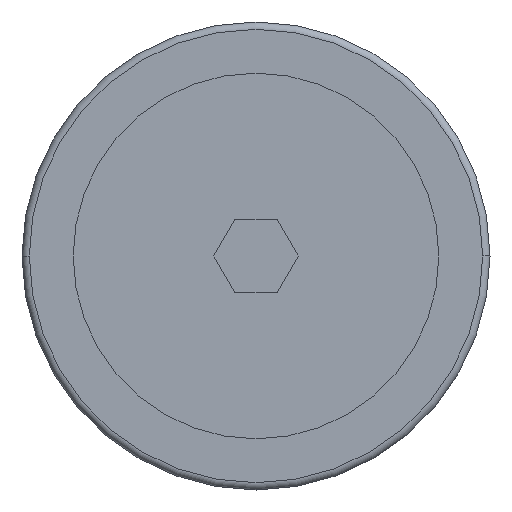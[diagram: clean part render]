
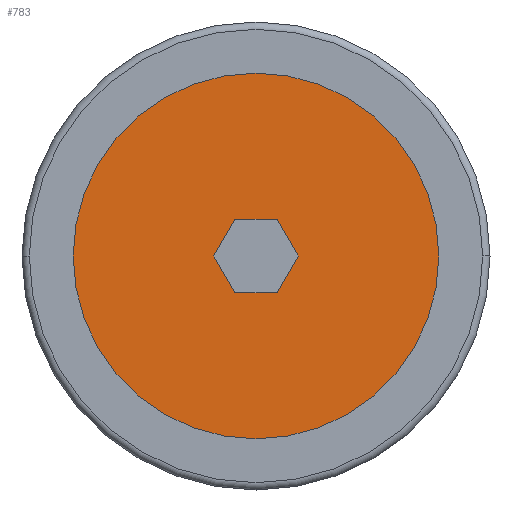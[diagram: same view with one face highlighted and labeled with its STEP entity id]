
A CAD part, left-side view. The second image highlights one B-rep face of the part: STEP entity #783.
In plain terms, the highlighted planar face has unit normal (-1, 0, 0).
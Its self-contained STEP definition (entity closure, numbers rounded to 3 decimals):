
#1 = EDGE_LOOP ( 'NONE', ( #1304, #1306, #1305, #1307, #1308, #1309 ) ) ;
#2 = EDGE_LOOP ( 'NONE', ( #1312, #1311 ) ) ;
#11 = CARTESIAN_POINT ( 'NONE',  ( -53., 12.5, 0. ) ) ;
#12 = CARTESIAN_POINT ( 'NONE',  ( -53., -12.5, 0. ) ) ;
#54 = CARTESIAN_POINT ( 'NONE',  ( -53., -1.443, -2.5 ) ) ;
#55 = CARTESIAN_POINT ( 'NONE',  ( -53., -2.887, 0. ) ) ;
#56 = CARTESIAN_POINT ( 'NONE',  ( -53., 1.443, -2.5 ) ) ;
#57 = CARTESIAN_POINT ( 'NONE',  ( -53., 2.887, 0. ) ) ;
#58 = CARTESIAN_POINT ( 'NONE',  ( -53., 1.443, 2.5 ) ) ;
#59 = CARTESIAN_POINT ( 'NONE',  ( -53., -1.443, 2.5 ) ) ;
#203 = CARTESIAN_POINT ( 'NONE',  ( -53., 0., 0. ) ) ;
#204 = DIRECTION ( 'NONE',  ( 1., 0., 0. ) ) ;
#205 = DIRECTION ( 'NONE',  ( 0., 1., 0. ) ) ;
#325 = CARTESIAN_POINT ( 'NONE',  ( -53., 0., 0. ) ) ;
#326 = DIRECTION ( 'NONE',  ( 1., 0., 0. ) ) ;
#327 = DIRECTION ( 'NONE',  ( 0., 1., 0. ) ) ;
#328 = CARTESIAN_POINT ( 'NONE',  ( -53., 1.443, -2.5 ) ) ;
#329 = DIRECTION ( 'NONE',  ( 0., -1., 0. ) ) ;
#330 = CARTESIAN_POINT ( 'NONE',  ( -53., -1.443, -2.5 ) ) ;
#331 = DIRECTION ( 'NONE',  ( 0., -0.5, 0.866 ) ) ;
#332 = CARTESIAN_POINT ( 'NONE',  ( -53., 2.887, 0. ) ) ;
#333 = DIRECTION ( 'NONE',  ( 0., -0.5, -0.866 ) ) ;
#334 = CARTESIAN_POINT ( 'NONE',  ( -53., 1.443, 2.5 ) ) ;
#335 = DIRECTION ( 'NONE',  ( 0., 0.5, -0.866 ) ) ;
#336 = CARTESIAN_POINT ( 'NONE',  ( -53., -1.443, 2.5 ) ) ;
#337 = DIRECTION ( 'NONE',  ( 0., 1., 0. ) ) ;
#338 = CARTESIAN_POINT ( 'NONE',  ( -53., -2.887, 0. ) ) ;
#339 = DIRECTION ( 'NONE',  ( 0., 0.5, 0.866 ) ) ;
#384 = PLANE ( 'NONE',  #1009 ) ;
#385 = CARTESIAN_POINT ( 'NONE',  ( -53., 12.5, 0. ) ) ;
#386 = DIRECTION ( 'NONE',  ( -1., 0., 0. ) ) ;
#387 = DIRECTION ( 'NONE',  ( 0., -1., 0. ) ) ;
#571 = VERTEX_POINT ( 'NONE', #11 ) ;
#572 = VERTEX_POINT ( 'NONE', #12 ) ;
#614 = VERTEX_POINT ( 'NONE', #54 ) ;
#615 = VERTEX_POINT ( 'NONE', #55 ) ;
#616 = VERTEX_POINT ( 'NONE', #56 ) ;
#617 = VERTEX_POINT ( 'NONE', #57 ) ;
#618 = VERTEX_POINT ( 'NONE', #58 ) ;
#619 = VERTEX_POINT ( 'NONE', #59 ) ;
#713 = EDGE_CURVE ( 'NONE', #571, #572, #901, .T. ) ;
#758 = EDGE_CURVE ( 'NONE', #572, #571, #975, .T. ) ;
#759 = EDGE_CURVE ( 'NONE', #616, #614, #1472, .T. ) ;
#760 = EDGE_CURVE ( 'NONE', #614, #615, #1473, .T. ) ;
#761 = EDGE_CURVE ( 'NONE', #617, #616, #1474, .T. ) ;
#762 = EDGE_CURVE ( 'NONE', #618, #617, #1475, .T. ) ;
#763 = EDGE_CURVE ( 'NONE', #619, #618, #1476, .T. ) ;
#764 = EDGE_CURVE ( 'NONE', #615, #619, #1477, .T. ) ;
#783 = ADVANCED_FACE ( 'NONE', ( #1103, #1104 ), #384, .T. ) ;
#901 = CIRCLE ( 'NONE', #903, 12.5 ) ;
#903 = AXIS2_PLACEMENT_3D ( 'NONE', #203, #204, #205 ) ;
#975 = CIRCLE ( 'NONE', #981, 12.5 ) ;
#981 = AXIS2_PLACEMENT_3D ( 'NONE', #325, #326, #327 ) ;
#982 = VECTOR ( 'NONE', #329, 1000. ) ;
#983 = VECTOR ( 'NONE', #331, 1000. ) ;
#984 = VECTOR ( 'NONE', #333, 1000. ) ;
#985 = VECTOR ( 'NONE', #335, 1000. ) ;
#986 = VECTOR ( 'NONE', #337, 1000. ) ;
#987 = VECTOR ( 'NONE', #339, 1000. ) ;
#1009 = AXIS2_PLACEMENT_3D ( 'NONE', #385, #386, #387 ) ;
#1103 = FACE_BOUND ( 'NONE', #1, .T. ) ;
#1104 = FACE_OUTER_BOUND ( 'NONE', #2, .T. ) ;
#1304 = ORIENTED_EDGE ( 'NONE', *, *, #760, .F. ) ;
#1305 = ORIENTED_EDGE ( 'NONE', *, *, #761, .F. ) ;
#1306 = ORIENTED_EDGE ( 'NONE', *, *, #759, .F. ) ;
#1307 = ORIENTED_EDGE ( 'NONE', *, *, #762, .F. ) ;
#1308 = ORIENTED_EDGE ( 'NONE', *, *, #763, .F. ) ;
#1309 = ORIENTED_EDGE ( 'NONE', *, *, #764, .F. ) ;
#1311 = ORIENTED_EDGE ( 'NONE', *, *, #758, .F. ) ;
#1312 = ORIENTED_EDGE ( 'NONE', *, *, #713, .F. ) ;
#1472 = LINE ( 'NONE', #328, #982 ) ;
#1473 = LINE ( 'NONE', #330, #983 ) ;
#1474 = LINE ( 'NONE', #332, #984 ) ;
#1475 = LINE ( 'NONE', #334, #985 ) ;
#1476 = LINE ( 'NONE', #336, #986 ) ;
#1477 = LINE ( 'NONE', #338, #987 ) ;
